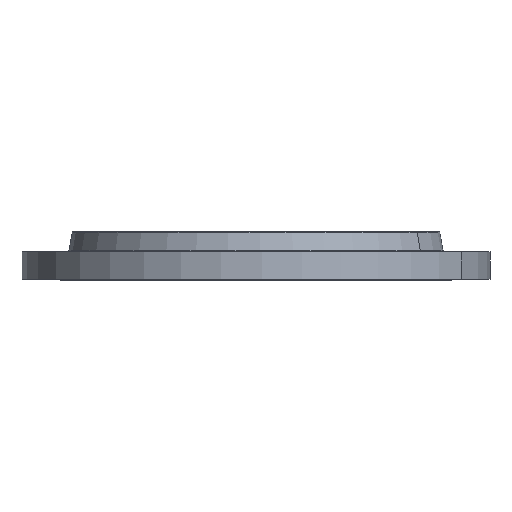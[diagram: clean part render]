
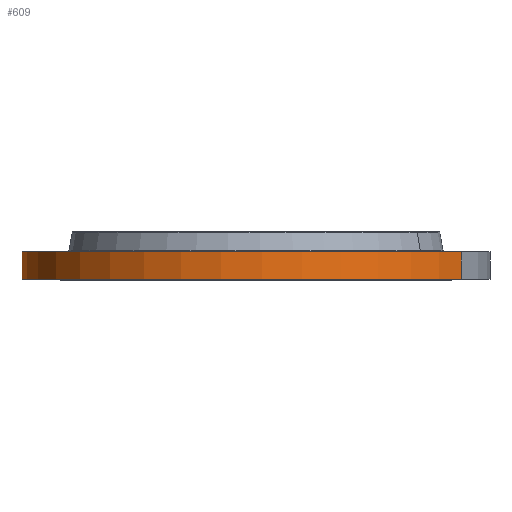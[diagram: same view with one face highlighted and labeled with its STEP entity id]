
A CAD part, left-side view. The second image highlights one B-rep face of the part: STEP entity #609.
In plain terms, the highlighted cylindrical face has radius 349.25 mm (diameter 698.5 mm), a partial arc.
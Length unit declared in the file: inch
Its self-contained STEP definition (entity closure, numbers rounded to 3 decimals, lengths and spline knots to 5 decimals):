
#198=AXIS2_PLACEMENT_3D('Circle Axis2P3D',#196,#197,$) ;
#582=AXIS2_PLACEMENT_3D('Cylinder Axis2P3D',#579,#580,#581) ;
#593=AXIS2_PLACEMENT_3D('Circle Axis2P3D',#591,#592,$) ;
#196=CARTESIAN_POINT('Axis2P3D Location',(0.,0.,0.)) ;
#200=CARTESIAN_POINT('Vertex',(-6.5921,-12.06676,0.)) ;
#202=CARTESIAN_POINT('Vertex',(6.5921,12.06676,0.)) ;
#579=CARTESIAN_POINT('Axis2P3D Location',(0.,0.,1.37375)) ;
#584=CARTESIAN_POINT('Line Origine',(-6.5921,-12.06676,0.81)) ;
#588=CARTESIAN_POINT('Vertex',(-6.5921,-12.06676,1.62)) ;
#591=CARTESIAN_POINT('Axis2P3D Location',(0.,0.,1.62)) ;
#595=CARTESIAN_POINT('Vertex',(6.5921,12.06676,1.62)) ;
#598=CARTESIAN_POINT('Line Origine',(6.5921,12.06676,0.81)) ;
#197=DIRECTION('Axis2P3D Direction',(0.,0.,-0.039)) ;
#580=DIRECTION('Axis2P3D Direction',(0.,0.,-0.039)) ;
#581=DIRECTION('Axis2P3D XDirection',(0.019,0.035,0.)) ;
#585=DIRECTION('Vector Direction',(0.,0.,-0.039)) ;
#592=DIRECTION('Axis2P3D Direction',(0.,0.,-0.039)) ;
#599=DIRECTION('Vector Direction',(0.,0.,-0.039)) ;
#586=VECTOR('Line Direction',#585,0.03937) ;
#600=VECTOR('Line Direction',#599,0.03937) ;
#604=ORIENTED_EDGE('',*,*,#204,.F.) ;
#605=ORIENTED_EDGE('',*,*,#590,.T.) ;
#606=ORIENTED_EDGE('',*,*,#597,.T.) ;
#607=ORIENTED_EDGE('',*,*,#602,.F.) ;
#609=ADVANCED_FACE('PartBody',(#608),#583,.T.) ;
#199=CIRCLE('generated circle',#198,13.75) ;
#594=CIRCLE('generated circle',#593,13.75) ;
#583=CYLINDRICAL_SURFACE('generated cylinder',#582,13.75) ;
#204=EDGE_CURVE('',#201,#203,#199,.T.) ;
#590=EDGE_CURVE('',#201,#589,#587,.F.) ;
#597=EDGE_CURVE('',#589,#596,#594,.T.) ;
#602=EDGE_CURVE('',#203,#596,#601,.F.) ;
#603=EDGE_LOOP('',(#604,#605,#606,#607)) ;
#608=FACE_OUTER_BOUND('',#603,.T.) ;
#587=LINE('Line',#584,#586) ;
#601=LINE('Line',#598,#600) ;
#201=VERTEX_POINT('',#200) ;
#203=VERTEX_POINT('',#202) ;
#589=VERTEX_POINT('',#588) ;
#596=VERTEX_POINT('',#595) ;
